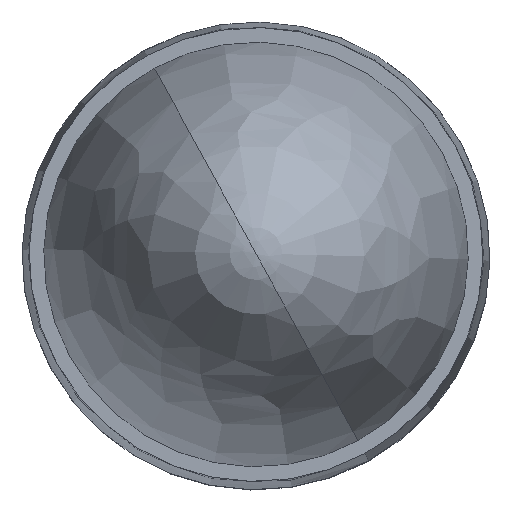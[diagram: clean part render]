
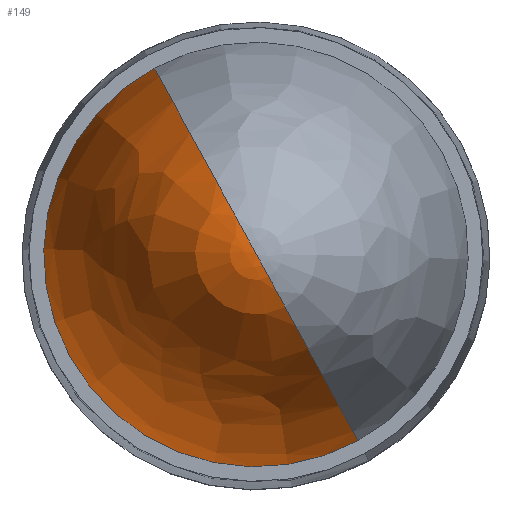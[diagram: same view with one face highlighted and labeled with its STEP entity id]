
A CAD part, top view. The second image highlights one B-rep face of the part: STEP entity #149.
In plain terms, the highlighted face is a revolution surface.
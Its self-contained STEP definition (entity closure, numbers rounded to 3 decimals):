
#96=CARTESIAN_POINT('Control Point',(-2.153,3.94,19.)) ;
#97=CARTESIAN_POINT('Control Point',(-2.153,3.94,22.346)) ;
#98=CARTESIAN_POINT('Control Point',(-1.888,3.456,25.695)) ;
#99=CARTESIAN_POINT('Control Point',(-1.353,2.477,28.34)) ;
#100=CARTESIAN_POINT('Control Point',(-0.676,1.238,29.65)) ;
#101=CARTESIAN_POINT('Control Point',(0.,0.,29.65)) ;
#102=CARTESIAN_POINT('Vertex',(-2.153,3.94,19.)) ;
#104=CARTESIAN_POINT('Vertex',(0.,0.,29.65)) ;
#108=CARTESIAN_POINT('Control Point',(2.153,-3.94,19.)) ;
#109=CARTESIAN_POINT('Control Point',(2.153,-3.94,22.346)) ;
#110=CARTESIAN_POINT('Control Point',(1.888,-3.456,25.695)) ;
#111=CARTESIAN_POINT('Control Point',(1.353,-2.477,28.34)) ;
#112=CARTESIAN_POINT('Control Point',(0.676,-1.238,29.65)) ;
#113=CARTESIAN_POINT('Control Point',(0.,0.,29.65)) ;
#114=CARTESIAN_POINT('Vertex',(2.153,-3.94,19.)) ;
#129=CARTESIAN_POINT('Control Point',(0.,4.49,19.)) ;
#130=CARTESIAN_POINT('Control Point',(0.,4.49,22.346)) ;
#131=CARTESIAN_POINT('Control Point',(0.,3.938,25.695)) ;
#132=CARTESIAN_POINT('Control Point',(0.,2.822,28.34)) ;
#133=CARTESIAN_POINT('Control Point',(0.,1.411,29.65)) ;
#134=CARTESIAN_POINT('Control Point',(0.,0.,29.65)) ;
#135=CARTESIAN_POINT('Axis1P Location',(0.,0.,14.825)) ;
#139=CARTESIAN_POINT('Axis2P3D Location',(0.,0.,19.)) ;
#136=DIRECTION('Axis1P Direction',(0.,0.,1.)) ;
#140=DIRECTION('Axis2P3D Direction',(0.,0.,1.)) ;
#141=AXIS2_PLACEMENT_3D('Circle Axis2P3D',#139,#140,$) ;
#145=ORIENTED_EDGE('',*,*,#116,.T.) ;
#146=ORIENTED_EDGE('',*,*,#106,.F.) ;
#147=ORIENTED_EDGE('',*,*,#143,.T.) ;
#149=ADVANCED_FACE('Corps principal',(#148),#138,.T.) ;
#137=AXIS1_PLACEMENT('Revolution Surface Axis1P',#135,#136) ;
#95=B_SPLINE_CURVE_WITH_KNOTS('',5,(#96,#97,#98,#99,#100,#101),.UNSPECIFIED.,.F.,.U.,(6,6),(54.465,72.62),.UNSPECIFIED.) ;
#107=B_SPLINE_CURVE_WITH_KNOTS('',5,(#108,#109,#110,#111,#112,#113),.UNSPECIFIED.,.F.,.U.,(6,6),(54.465,72.62),.UNSPECIFIED.) ;
#128=B_SPLINE_CURVE_WITH_KNOTS('',5,(#129,#130,#131,#132,#133,#134),.UNSPECIFIED.,.F.,.U.,(6,6),(54.465,72.62),.UNSPECIFIED.) ;
#142=CIRCLE('generated circle',#141,4.49) ;
#106=EDGE_CURVE('',#103,#105,#95,.T.) ;
#116=EDGE_CURVE('',#115,#105,#107,.T.) ;
#143=EDGE_CURVE('',#103,#115,#142,.T.) ;
#144=EDGE_LOOP('',(#145,#146,#147)) ;
#148=FACE_OUTER_BOUND('',#144,.T.) ;
#138=SURFACE_OF_REVOLUTION('Surface of Revolution',#128,#137) ;
#103=VERTEX_POINT('',#102) ;
#105=VERTEX_POINT('',#104) ;
#115=VERTEX_POINT('',#114) ;
